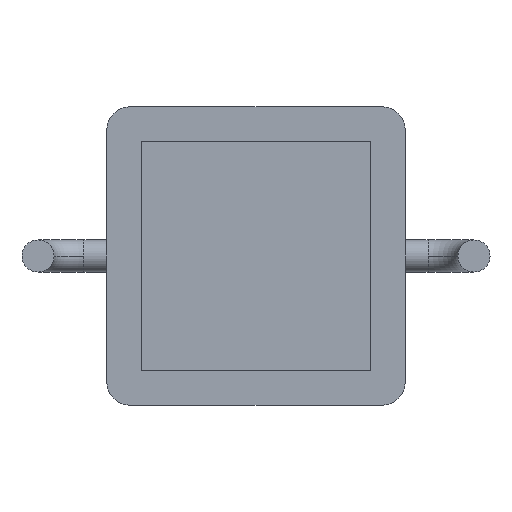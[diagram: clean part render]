
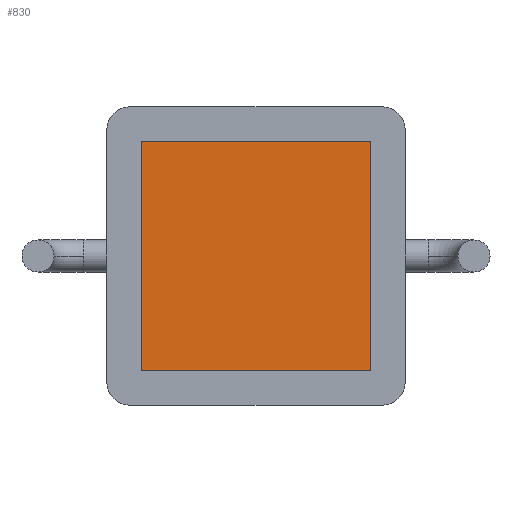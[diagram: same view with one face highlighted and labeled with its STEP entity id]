
A CAD part, front view. The second image highlights one B-rep face of the part: STEP entity #830.
In plain terms, the highlighted planar face has unit normal (0, -1, 0).
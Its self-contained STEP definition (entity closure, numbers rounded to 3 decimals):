
#53 = LINE ( 'NONE', #860, #1008 ) ;
#58 = ORIENTED_EDGE ( 'NONE', *, *, #236, .F. ) ;
#77 = DIRECTION ( 'NONE',  ( 0., 0., -1. ) ) ;
#86 = CARTESIAN_POINT ( 'NONE',  ( 2.5, -0.01, 2.5 ) ) ;
#101 = DIRECTION ( 'NONE',  ( 0., 1., 0. ) ) ;
#102 = DIRECTION ( 'NONE',  ( -1., 0., 0. ) ) ;
#122 = ORIENTED_EDGE ( 'NONE', *, *, #953, .F. ) ;
#170 = ORIENTED_EDGE ( 'NONE', *, *, #724, .F. ) ;
#200 = FACE_OUTER_BOUND ( 'NONE', #747, .T. ) ;
#236 = EDGE_CURVE ( 'NONE', #319, #1176, #53, .T. ) ;
#252 = VERTEX_POINT ( 'NONE', #86 ) ;
#282 = VECTOR ( 'NONE', #431, 1000. ) ;
#304 = VECTOR ( 'NONE', #102, 1000. ) ;
#310 = LINE ( 'NONE', #524, #282 ) ;
#319 = VERTEX_POINT ( 'NONE', #1128 ) ;
#353 = VECTOR ( 'NONE', #77, 1000. ) ;
#431 = DIRECTION ( 'NONE',  ( 1., 0., 0. ) ) ;
#442 = EDGE_CURVE ( 'NONE', #993, #319, #490, .T. ) ;
#490 = LINE ( 'NONE', #685, #304 ) ;
#524 = CARTESIAN_POINT ( 'NONE',  ( -2.5, -0.01, 2.5 ) ) ;
#673 = PLANE ( 'NONE',  #1238 ) ;
#676 = CARTESIAN_POINT ( 'NONE',  ( 0., -0.01, 0. ) ) ;
#685 = CARTESIAN_POINT ( 'NONE',  ( -2.5, -0.01, -2.5 ) ) ;
#724 = EDGE_CURVE ( 'NONE', #252, #993, #832, .T. ) ;
#747 = EDGE_LOOP ( 'NONE', ( #170, #122, #58, #824 ) ) ;
#780 = DIRECTION ( 'NONE',  ( 0., 0., 1. ) ) ;
#824 = ORIENTED_EDGE ( 'NONE', *, *, #442, .F. ) ;
#830 = ADVANCED_FACE ( 'NONE', ( #200 ), #673, .F. ) ;
#832 = LINE ( 'NONE', #1036, #353 ) ;
#837 = CARTESIAN_POINT ( 'NONE',  ( 2.5, -0.01, -2.5 ) ) ;
#860 = CARTESIAN_POINT ( 'NONE',  ( -2.5, -0.01, -2.5 ) ) ;
#953 = EDGE_CURVE ( 'NONE', #1176, #252, #310, .T. ) ;
#993 = VERTEX_POINT ( 'NONE', #837 ) ;
#1008 = VECTOR ( 'NONE', #1112, 1000. ) ;
#1036 = CARTESIAN_POINT ( 'NONE',  ( 2.5, -0.01, -2.5 ) ) ;
#1073 = CARTESIAN_POINT ( 'NONE',  ( -2.5, -0.01, 2.5 ) ) ;
#1112 = DIRECTION ( 'NONE',  ( 0., 0., 1. ) ) ;
#1128 = CARTESIAN_POINT ( 'NONE',  ( -2.5, -0.01, -2.5 ) ) ;
#1176 = VERTEX_POINT ( 'NONE', #1073 ) ;
#1238 = AXIS2_PLACEMENT_3D ( 'NONE', #676, #101, #780 ) ;
